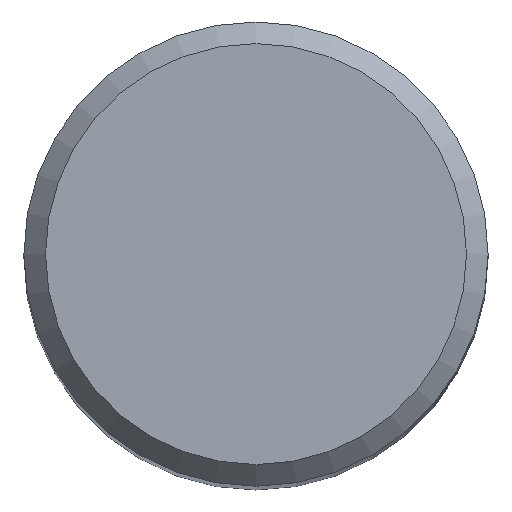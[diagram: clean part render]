
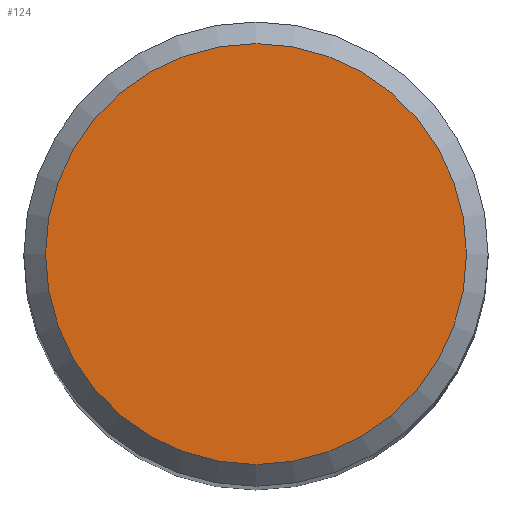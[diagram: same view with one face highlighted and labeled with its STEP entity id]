
A CAD part, top view. The second image highlights one B-rep face of the part: STEP entity #124.
In plain terms, the highlighted planar face has unit normal (0, 0, 1).
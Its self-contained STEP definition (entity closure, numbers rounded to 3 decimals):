
#110=PLANE('',#307);
#113=FACE_OUTER_BOUND('',#156,.T.);
#124=ADVANCED_FACE('',(#113),#110,.T.);
#156=EDGE_LOOP('',(#174));
#174=ORIENTED_EDGE('',*,*,#196,.T.);
#187=VERTEX_POINT('',#413);
#196=EDGE_CURVE('',#187,#187,#205,.T.);
#205=CIRCLE('',#306,5.498);
#306=AXIS2_PLACEMENT_3D('',#412,#355,#356);
#307=AXIS2_PLACEMENT_3D('',#414,#357,#358);
#355=DIRECTION('',(0.,0.,1.));
#356=DIRECTION('',(1.,0.,0.));
#357=DIRECTION('',(0.,0.,1.));
#358=DIRECTION('',(1.,0.,0.));
#412=CARTESIAN_POINT('',(0.,0.,0.));
#413=CARTESIAN_POINT('',(5.497,0.,0.));
#414=CARTESIAN_POINT('',(0.,0.,0.));
